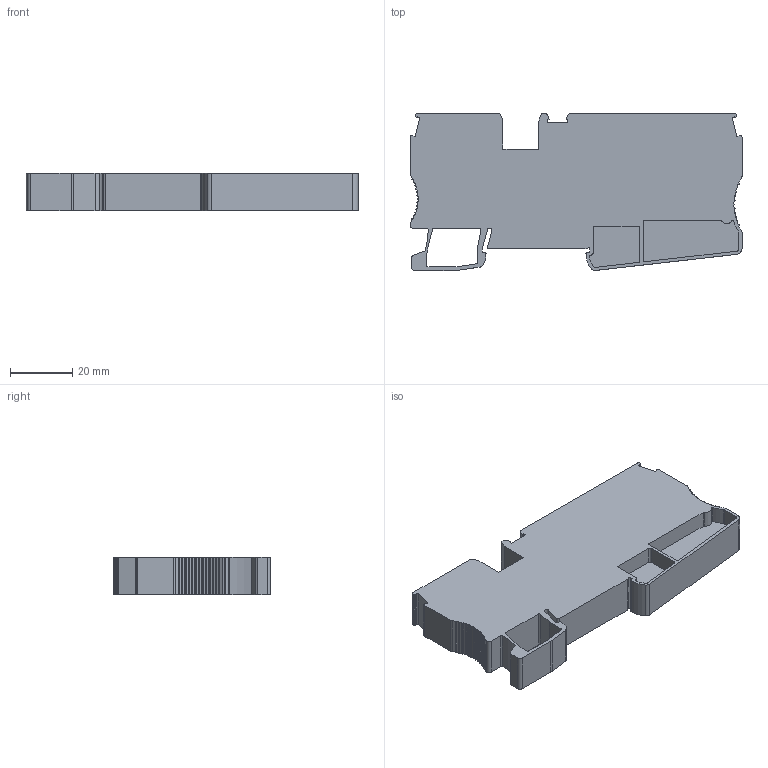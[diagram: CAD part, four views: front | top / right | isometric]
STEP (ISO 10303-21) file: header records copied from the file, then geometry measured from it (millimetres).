
FILE_DESCRIPTION((''),'2;1');
FILE_NAME('UJ5-16_1_2','2022-02-22T',('Administrator'),(''),'PRO/ENGINEER BY PARAMETRIC TECHNOLOGY CORPORATION, 2013230','PRO/ENGINEER BY PARAMETRIC TECHNOLOGY CORPORATION, 2013230','');
FILE_SCHEMA(('AUTOMOTIVE_DESIGN { 1 0 10303 214 1 1 1 1 }'));
Length unit declared in the file: millimetre
Products named in the file (1): UJ5-16_1_2
Bounding box: 107 x 50.6 x 12.2 mm (x, y, z)
Volume: 44890.1 mm3; surface area: 18285.7 mm2
Topology: 1 solids, 1 shells, 317 faces, 974 edges, 672 vertices
Faces by surface type: plane 185, cylinder 132
Entity records: 11143 total; most frequent: CARTESIAN_POINT 1965, ORIENTED_EDGE 1948, DIRECTION 1940, EDGE_CURVE 974, VERTEX_POINT 672, AXIS2_PLACEMENT_3D 649, VECTOR 642, LINE 642
